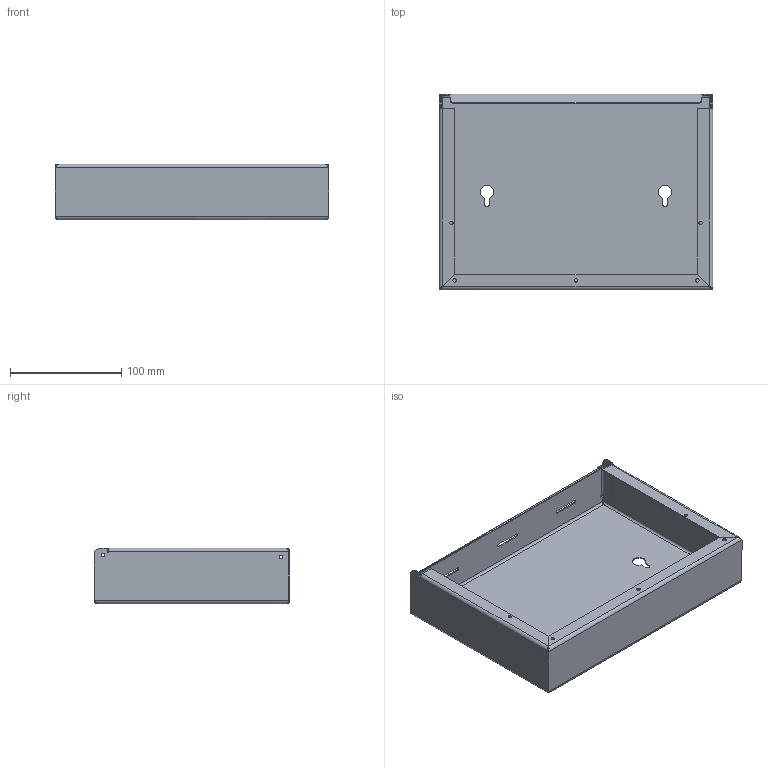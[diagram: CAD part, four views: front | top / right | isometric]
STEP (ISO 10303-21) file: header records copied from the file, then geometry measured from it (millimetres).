
FILE_DESCRIPTION(('STEP AP242'), '1');
FILE_NAME('MB-170.00.01 - ﾎ魵瑙韃', '', ('UNSPECIFIED'), ('UNSPECIFIED'), 'C3D Converter', 'C3D Toolkit', '');
FILE_SCHEMA(('AP242_MANAGED_MODEL_BASED_3D_ENGINEERING_MIM_LF { 1 0 10303 442 1 1 4 }'));
Length unit declared in the file: millimetre
Products named in the file (1): MB-170.00.01
Bounding box: 246 x 176 x 50 mm (x, y, z)
Volume: 90385.4 mm3; surface area: 182533.7 mm2
Topology: 1 solids, 1 shells, 155 faces, 379 edges, 226 vertices
Faces by surface type: plane 78, cylinder 57, bspline 20
Full cylindrical faces by diameter (mm): 3.2 x11
Entity records: 7096 total; most frequent: CARTESIAN_POINT 2254, ORIENTED_EDGE 736, DIRECTION 690, EDGE_CURVE 368, LINE 238, VECTOR 238, AXIS2_PLACEMENT_3D 226, VERTEX_POINT 226
